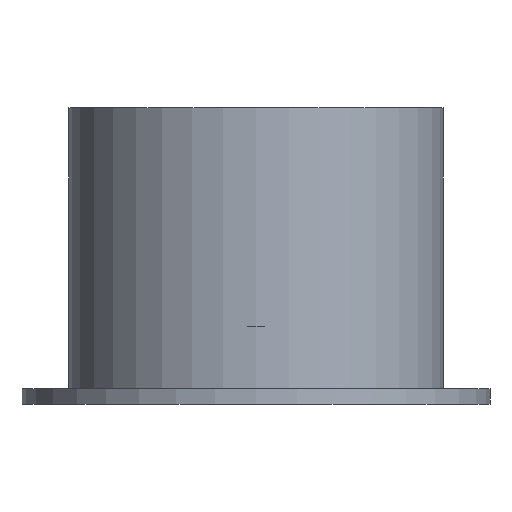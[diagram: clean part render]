
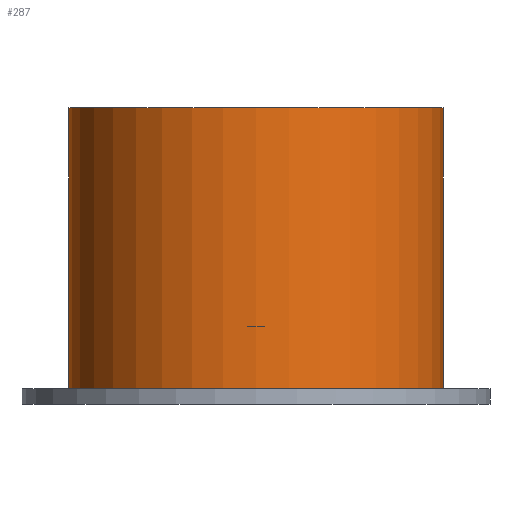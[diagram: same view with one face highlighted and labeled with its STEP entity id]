
A CAD part, front view. The second image highlights one B-rep face of the part: STEP entity #287.
In plain terms, the highlighted cylindrical face has radius 12 mm (diameter 24 mm), a partial arc.
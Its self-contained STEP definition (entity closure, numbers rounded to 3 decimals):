
#24 = EDGE_CURVE ( 'NONE', #856, #901, #965, .T. ) ;
#25 = DIRECTION ( 'NONE',  ( 0., 0., -1. ) ) ;
#26 = LINE ( 'NONE', #723, #27 ) ;
#27 = VECTOR ( 'NONE', #355, 1000. ) ;
#60 = FACE_OUTER_BOUND ( 'NONE', #650, .T. ) ;
#62 = CIRCLE ( 'NONE', #998, 12. ) ;
#69 = VERTEX_POINT ( 'NONE', #563 ) ;
#96 = DIRECTION ( 'NONE',  ( 1., 0., 0. ) ) ;
#140 = DIRECTION ( 'NONE',  ( 0., 0., -1. ) ) ;
#204 = ORIENTED_EDGE ( 'NONE', *, *, #453, .F. ) ;
#221 = CARTESIAN_POINT ( 'NONE',  ( 0., 0., 18. ) ) ;
#245 = EDGE_CURVE ( 'NONE', #69, #901, #249, .T. ) ;
#249 = CIRCLE ( 'NONE', #335, 12. ) ;
#274 = DIRECTION ( 'NONE',  ( 1., 0., 0. ) ) ;
#287 = ADVANCED_FACE ( 'NONE', ( #60 ), #924, .T. ) ;
#335 = AXIS2_PLACEMENT_3D ( 'NONE', #449, #511, #274 ) ;
#347 = CARTESIAN_POINT ( 'NONE',  ( -12., 0., 18. ) ) ;
#350 = CARTESIAN_POINT ( 'NONE',  ( 12., 0., 0. ) ) ;
#355 = DIRECTION ( 'NONE',  ( 0., 0., -1. ) ) ;
#449 = CARTESIAN_POINT ( 'NONE',  ( 0., 0., 0. ) ) ;
#452 = DIRECTION ( 'NONE',  ( -1., 0., 0. ) ) ;
#453 = EDGE_CURVE ( 'NONE', #599, #856, #62, .T. ) ;
#491 = CARTESIAN_POINT ( 'NONE',  ( 12., 0., 18. ) ) ;
#511 = DIRECTION ( 'NONE',  ( 0., 0., 1. ) ) ;
#563 = CARTESIAN_POINT ( 'NONE',  ( -12., 0., 0. ) ) ;
#599 = VERTEX_POINT ( 'NONE', #347 ) ;
#650 = EDGE_LOOP ( 'NONE', ( #685, #204, #942, #866 ) ) ;
#664 = VECTOR ( 'NONE', #25, 1000. ) ;
#685 = ORIENTED_EDGE ( 'NONE', *, *, #24, .F. ) ;
#723 = CARTESIAN_POINT ( 'NONE',  ( -12., 0., 18. ) ) ;
#731 = CARTESIAN_POINT ( 'NONE',  ( 0., 0., 18. ) ) ;
#759 = CARTESIAN_POINT ( 'NONE',  ( 12., 0., 18. ) ) ;
#853 = AXIS2_PLACEMENT_3D ( 'NONE', #221, #140, #452 ) ;
#856 = VERTEX_POINT ( 'NONE', #759 ) ;
#866 = ORIENTED_EDGE ( 'NONE', *, *, #245, .T. ) ;
#901 = VERTEX_POINT ( 'NONE', #350 ) ;
#917 = EDGE_CURVE ( 'NONE', #599, #69, #26, .T. ) ;
#924 = CYLINDRICAL_SURFACE ( 'NONE', #853, 12. ) ;
#942 = ORIENTED_EDGE ( 'NONE', *, *, #917, .T. ) ;
#949 = DIRECTION ( 'NONE',  ( 0., 0., 1. ) ) ;
#965 = LINE ( 'NONE', #491, #664 ) ;
#998 = AXIS2_PLACEMENT_3D ( 'NONE', #731, #949, #96 ) ;
